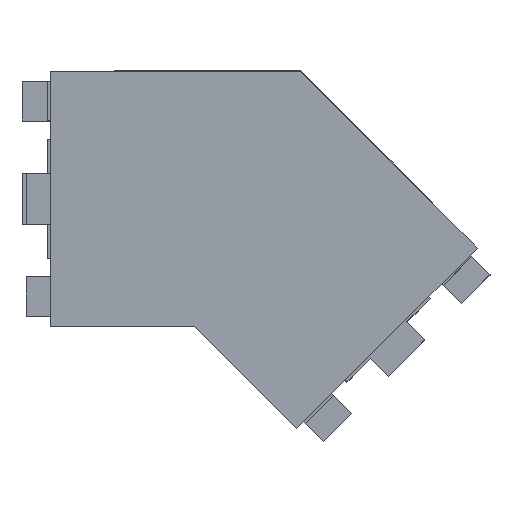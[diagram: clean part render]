
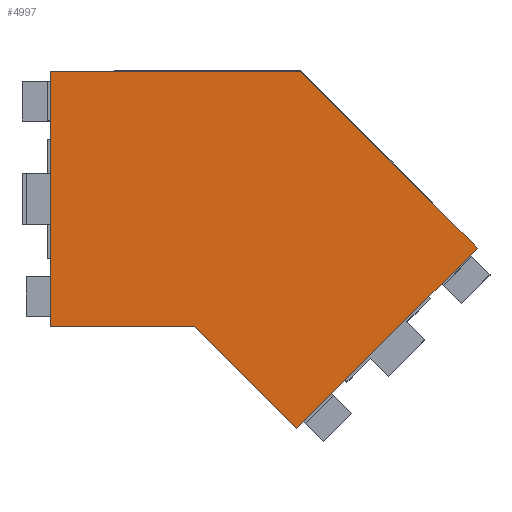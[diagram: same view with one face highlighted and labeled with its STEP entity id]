
A CAD part, top view. The second image highlights one B-rep face of the part: STEP entity #4997.
In plain terms, the highlighted planar face has unit normal (0, 0, 1).
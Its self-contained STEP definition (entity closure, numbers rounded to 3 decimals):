
#316 = CARTESIAN_POINT ( 'NONE',  ( 29.021, -12.021, 15. ) ) ;
#365 = AXIS2_PLACEMENT_3D ( 'NONE', #3879, #3065, #1517 ) ;
#417 = FACE_OUTER_BOUND ( 'NONE', #4817, .T. ) ;
#497 = EDGE_CURVE ( 'NONE', #2271, #1921, #2105, .T. ) ;
#679 = CARTESIAN_POINT ( 'NONE',  ( 0., 30., 15. ) ) ;
#956 = ORIENTED_EDGE ( 'NONE', *, *, #497, .T. ) ;
#976 = CARTESIAN_POINT ( 'NONE',  ( 50.234, 9.192, 15. ) ) ;
#1150 = VECTOR ( 'NONE', #3153, 1000. ) ;
#1172 = CARTESIAN_POINT ( 'NONE',  ( 17., 0., 15. ) ) ;
#1215 = EDGE_CURVE ( 'NONE', #2703, #4849, #3425, .T. ) ;
#1312 = LINE ( 'NONE', #4003, #1497 ) ;
#1375 = DIRECTION ( 'NONE',  ( 0., -1., 0. ) ) ;
#1475 = LINE ( 'NONE', #2668, #2205 ) ;
#1497 = VECTOR ( 'NONE', #2041, 1000. ) ;
#1517 = DIRECTION ( 'NONE',  ( 1., 0., 0. ) ) ;
#1868 = ORIENTED_EDGE ( 'NONE', *, *, #2004, .T. ) ;
#1883 = CARTESIAN_POINT ( 'NONE',  ( 17., 0., 15. ) ) ;
#1921 = VERTEX_POINT ( 'NONE', #2437 ) ;
#2004 = EDGE_CURVE ( 'NONE', #1921, #2703, #3173, .T. ) ;
#2019 = VERTEX_POINT ( 'NONE', #2825 ) ;
#2041 = DIRECTION ( 'NONE',  ( -0.707, 0.707, 0. ) ) ;
#2090 = ORIENTED_EDGE ( 'NONE', *, *, #1215, .T. ) ;
#2105 = LINE ( 'NONE', #3274, #3426 ) ;
#2148 = ORIENTED_EDGE ( 'NONE', *, *, #2227, .T. ) ;
#2205 = VECTOR ( 'NONE', #4523, 1000. ) ;
#2227 = EDGE_CURVE ( 'NONE', #4849, #2591, #4838, .T. ) ;
#2271 = VERTEX_POINT ( 'NONE', #679 ) ;
#2437 = CARTESIAN_POINT ( 'NONE',  ( 0., 0., 15. ) ) ;
#2591 = VERTEX_POINT ( 'NONE', #976 ) ;
#2668 = CARTESIAN_POINT ( 'NONE',  ( 0., 30., 15. ) ) ;
#2703 = VERTEX_POINT ( 'NONE', #1883 ) ;
#2802 = VECTOR ( 'NONE', #3382, 1000. ) ;
#2825 = CARTESIAN_POINT ( 'NONE',  ( 29.426, 30., 15. ) ) ;
#2923 = EDGE_CURVE ( 'NONE', #2019, #2271, #1475, .T. ) ;
#3065 = DIRECTION ( 'NONE',  ( 0., 0., 1. ) ) ;
#3153 = DIRECTION ( 'NONE',  ( 1., 0., 0. ) ) ;
#3173 = LINE ( 'NONE', #3915, #1150 ) ;
#3274 = CARTESIAN_POINT ( 'NONE',  ( 0., 0., 15. ) ) ;
#3382 = DIRECTION ( 'NONE',  ( 0.707, -0.707, 0. ) ) ;
#3425 = LINE ( 'NONE', #1172, #2802 ) ;
#3426 = VECTOR ( 'NONE', #1375, 1000. ) ;
#3524 = PLANE ( 'NONE',  #365 ) ;
#3615 = ORIENTED_EDGE ( 'NONE', *, *, #4186, .T. ) ;
#3834 = VECTOR ( 'NONE', #4175, 1000. ) ;
#3879 = CARTESIAN_POINT ( 'NONE',  ( 0., 0., 15. ) ) ;
#3915 = CARTESIAN_POINT ( 'NONE',  ( 0., 0., 15. ) ) ;
#4003 = CARTESIAN_POINT ( 'NONE',  ( 50.234, 9.192, 15. ) ) ;
#4074 = CARTESIAN_POINT ( 'NONE',  ( 29.021, -12.021, 15. ) ) ;
#4175 = DIRECTION ( 'NONE',  ( 0.707, 0.707, 0. ) ) ;
#4186 = EDGE_CURVE ( 'NONE', #2591, #2019, #1312, .T. ) ;
#4487 = ORIENTED_EDGE ( 'NONE', *, *, #2923, .T. ) ;
#4523 = DIRECTION ( 'NONE',  ( -1., 0., 0. ) ) ;
#4817 = EDGE_LOOP ( 'NONE', ( #1868, #2090, #2148, #3615, #4487, #956 ) ) ;
#4838 = LINE ( 'NONE', #4074, #3834 ) ;
#4849 = VERTEX_POINT ( 'NONE', #316 ) ;
#4997 = ADVANCED_FACE ( 'NONE', ( #417 ), #3524, .T. ) ;
